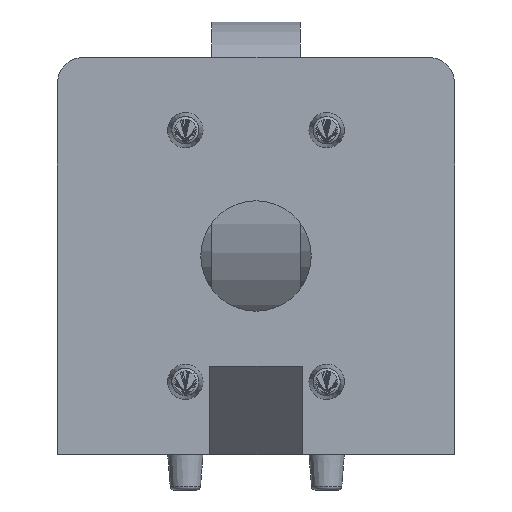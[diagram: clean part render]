
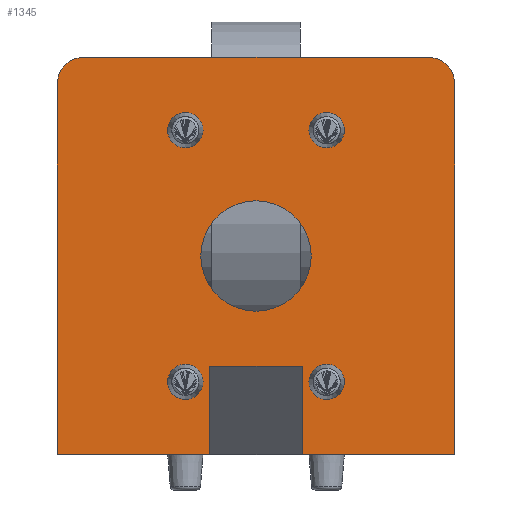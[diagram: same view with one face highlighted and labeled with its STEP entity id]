
A CAD part, front view. The second image highlights one B-rep face of the part: STEP entity #1345.
In plain terms, the highlighted planar face has unit normal (0, -1, 0).
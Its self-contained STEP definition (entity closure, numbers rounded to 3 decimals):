
#1345=ADVANCED_FACE('',(#1498,#1499,#1500,#1501,#1502,#1503),#1504,.F.);
#1498=FACE_BOUND('',#1759,.T.);
#1499=FACE_BOUND('',#1760,.T.);
#1500=FACE_BOUND('',#1761,.T.);
#1501=FACE_BOUND('',#1762,.T.);
#1502=FACE_BOUND('',#1763,.T.);
#1503=FACE_OUTER_BOUND('',#1764,.T.);
#1504=PLANE('',#1765);
#1759=EDGE_LOOP('',(#2260));
#1760=EDGE_LOOP('',(#2261));
#1761=EDGE_LOOP('',(#2262));
#1762=EDGE_LOOP('',(#2263));
#1763=EDGE_LOOP('',(#2264));
#1764=EDGE_LOOP('',(#2265,#2266,#2267,#2268,#2269,#2270,#2271,#2272,#2273,#2274));
#1765=AXIS2_PLACEMENT_3D('',#2275,#2276,#2277);
#2260=ORIENTED_EDGE('',*,*,#2861,.F.);
#2261=ORIENTED_EDGE('',*,*,#2862,.F.);
#2262=ORIENTED_EDGE('',*,*,#2863,.F.);
#2263=ORIENTED_EDGE('',*,*,#2864,.F.);
#2264=ORIENTED_EDGE('',*,*,#2865,.F.);
#2265=ORIENTED_EDGE('',*,*,#2866,.F.);
#2266=ORIENTED_EDGE('',*,*,#2867,.F.);
#2267=ORIENTED_EDGE('',*,*,#2868,.F.);
#2268=ORIENTED_EDGE('',*,*,#2869,.F.);
#2269=ORIENTED_EDGE('',*,*,#2870,.F.);
#2270=ORIENTED_EDGE('',*,*,#2871,.F.);
#2271=ORIENTED_EDGE('',*,*,#2822,.F.);
#2272=ORIENTED_EDGE('',*,*,#2872,.F.);
#2273=ORIENTED_EDGE('',*,*,#2873,.F.);
#2274=ORIENTED_EDGE('',*,*,#2874,.F.);
#2275=CARTESIAN_POINT('',(-22.5,0.0,45.0));
#2276=DIRECTION('',(0.0,1.0,0.0));
#2277=DIRECTION('',(0.0,0.0,1.0));
#2822=EDGE_CURVE('',#3053,#3055,#3056,.T.);
#2861=EDGE_CURVE('',#3122,#3122,#3123,.F.);
#2862=EDGE_CURVE('',#3124,#3124,#3125,.F.);
#2863=EDGE_CURVE('',#3126,#3126,#3127,.F.);
#2864=EDGE_CURVE('',#3128,#3128,#3129,.F.);
#2865=EDGE_CURVE('',#3130,#3130,#3131,.F.);
#2866=EDGE_CURVE('',#3132,#3133,#3134,.F.);
#2867=EDGE_CURVE('',#3135,#3132,#3136,.F.);
#2868=EDGE_CURVE('',#3137,#3135,#3138,.T.);
#2869=EDGE_CURVE('',#3139,#3137,#3140,.F.);
#2870=EDGE_CURVE('',#3141,#3139,#3142,.F.);
#2871=EDGE_CURVE('',#3055,#3141,#3143,.T.);
#2872=EDGE_CURVE('',#3144,#3053,#3145,.F.);
#2873=EDGE_CURVE('',#3146,#3144,#3147,.T.);
#2874=EDGE_CURVE('',#3133,#3146,#3148,.F.);
#3053=VERTEX_POINT('',#3520);
#3055=VERTEX_POINT('',#3523);
#3056=LINE('',#3524,#3525);
#3122=VERTEX_POINT('',#3737);
#3123=CIRCLE('',#3738,6.25);
#3124=VERTEX_POINT('',#3739);
#3125=CIRCLE('',#3740,2.);
#3126=VERTEX_POINT('',#3741);
#3127=CIRCLE('',#3742,2.);
#3128=VERTEX_POINT('',#3743);
#3129=CIRCLE('',#3744,2.);
#3130=VERTEX_POINT('',#3745);
#3131=CIRCLE('',#3746,2.);
#3132=VERTEX_POINT('',#3747);
#3133=VERTEX_POINT('',#3748);
#3134=LINE('',#3749,#3750);
#3135=VERTEX_POINT('',#3751);
#3136=LINE('',#3752,#3753);
#3137=VERTEX_POINT('',#3754);
#3138=LINE('',#3755,#3756);
#3139=VERTEX_POINT('',#3757);
#3140=LINE('',#3758,#3759);
#3141=VERTEX_POINT('',#3760);
#3142=LINE('',#3761,#3762);
#3143=CIRCLE('',#3763,3.0);
#3144=VERTEX_POINT('',#3764);
#3145=CIRCLE('',#3765,3.0);
#3146=VERTEX_POINT('',#3766);
#3147=LINE('',#3767,#3768);
#3148=LINE('',#3769,#3770);
#3520=CARTESIAN_POINT('',(-19.5,0.0,45.0));
#3523=CARTESIAN_POINT('',(19.5,0.0,45.0));
#3524=CARTESIAN_POINT('',(-22.5,0.0,45.0));
#3525=VECTOR('',#4119,1.0);
#3737=CARTESIAN_POINT('',(0.,0.0,28.75));
#3738=AXIS2_PLACEMENT_3D('',#4171,#4172,#4173);
#3739=CARTESIAN_POINT('',(8.0,0.0,38.75));
#3740=AXIS2_PLACEMENT_3D('',#4174,#4175,#4176);
#3741=CARTESIAN_POINT('',(8.0,0.0,10.25));
#3742=AXIS2_PLACEMENT_3D('',#4177,#4178,#4179);
#3743=CARTESIAN_POINT('',(-8.0,0.0,10.25));
#3744=AXIS2_PLACEMENT_3D('',#4180,#4181,#4182);
#3745=CARTESIAN_POINT('',(-8.0,0.0,38.75));
#3746=AXIS2_PLACEMENT_3D('',#4183,#4184,#4185);
#3747=CARTESIAN_POINT('',(-5.25,0.0,10.0));
#3748=CARTESIAN_POINT('',(-5.25,0.0,0.));
#3749=CARTESIAN_POINT('',(-5.25,0.0,45.0));
#3750=VECTOR('',#4186,1.0);
#3751=CARTESIAN_POINT('',(5.25,0.0,10.0));
#3752=CARTESIAN_POINT('',(-22.5,0.0,10.0));
#3753=VECTOR('',#4187,1.0);
#3754=CARTESIAN_POINT('',(5.25,0.0,0.));
#3755=CARTESIAN_POINT('',(5.25,0.0,45.0));
#3756=VECTOR('',#4188,1.0);
#3757=CARTESIAN_POINT('',(22.5,0.0,0.));
#3758=CARTESIAN_POINT('',(-22.5,0.0,0.0));
#3759=VECTOR('',#4189,1.0);
#3760=CARTESIAN_POINT('',(22.5,0.0,42.0));
#3761=CARTESIAN_POINT('',(22.5,0.0,45.0));
#3762=VECTOR('',#4190,1.0);
#3763=AXIS2_PLACEMENT_3D('',#4191,#4192,#4193);
#3764=CARTESIAN_POINT('',(-22.5,0.0,42.0));
#3765=AXIS2_PLACEMENT_3D('',#4194,#4195,#4196);
#3766=CARTESIAN_POINT('',(-22.5,0.0,0.));
#3767=CARTESIAN_POINT('',(-22.5,0.0,45.0));
#3768=VECTOR('',#4197,1.0);
#3769=CARTESIAN_POINT('',(-22.5,0.0,0.0));
#3770=VECTOR('',#4198,1.0);
#4119=DIRECTION('',(1.0,0.0,0.0));
#4171=CARTESIAN_POINT('',(0.0,0.0,22.5));
#4172=DIRECTION('',(0.0,1.0,0.0));
#4173=DIRECTION('',(0.0,0.0,1.0));
#4174=CARTESIAN_POINT('',(8.0,0.0,36.75));
#4175=DIRECTION('',(0.0,1.0,0.0));
#4176=DIRECTION('',(0.0,0.0,1.0));
#4177=CARTESIAN_POINT('',(8.0,0.0,8.25));
#4178=DIRECTION('',(0.0,1.0,0.0));
#4179=DIRECTION('',(0.0,0.0,1.0));
#4180=CARTESIAN_POINT('',(-8.0,0.0,8.25));
#4181=DIRECTION('',(0.0,1.0,0.0));
#4182=DIRECTION('',(0.0,0.0,1.0));
#4183=CARTESIAN_POINT('',(-8.0,0.0,36.75));
#4184=DIRECTION('',(0.0,1.0,0.0));
#4185=DIRECTION('',(0.0,0.0,1.0));
#4186=DIRECTION('',(0.0,0.0,1.0));
#4187=DIRECTION('',(1.0,0.0,0.0));
#4188=DIRECTION('',(0.0,0.0,1.0));
#4189=DIRECTION('',(1.0,0.0,0.0));
#4190=DIRECTION('',(0.0,0.0,1.0));
#4191=CARTESIAN_POINT('',(19.5,0.0,42.0));
#4192=DIRECTION('',(0.0,1.0,0.0));
#4193=DIRECTION('',(0.0,0.0,1.0));
#4194=CARTESIAN_POINT('',(-19.5,0.0,42.0));
#4195=DIRECTION('',(0.0,-1.0,0.0));
#4196=DIRECTION('',(0.0,0.0,-1.0));
#4197=DIRECTION('',(0.0,0.0,1.0));
#4198=DIRECTION('',(1.0,0.0,0.0));
